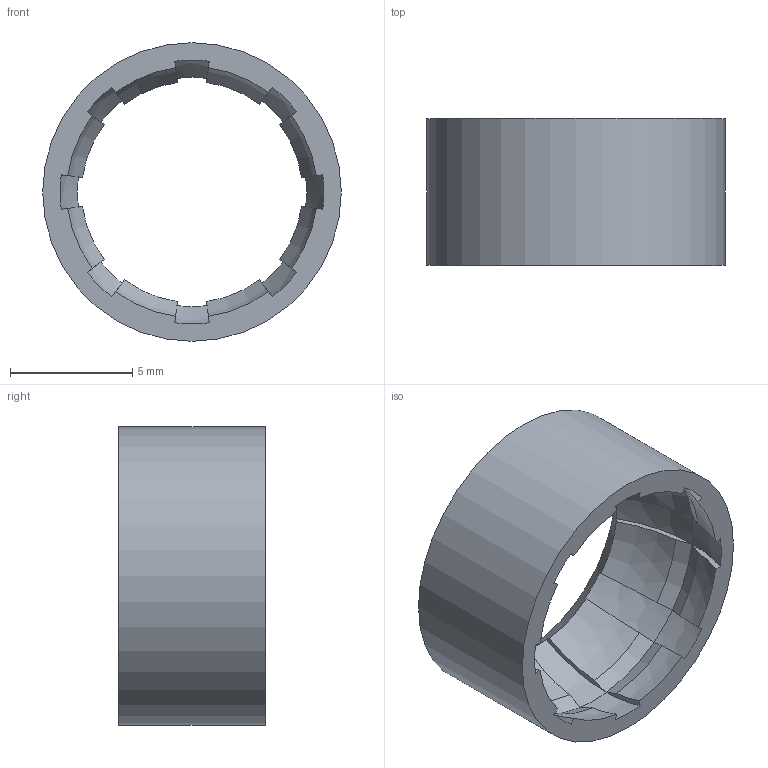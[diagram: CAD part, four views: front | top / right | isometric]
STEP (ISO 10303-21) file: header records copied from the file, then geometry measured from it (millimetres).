
FILE_DESCRIPTION(('FreeCAD Model'),'2;1');
FILE_NAME('Open CASCADE Shape Model','2023-06-21T19:01:12',(''),(''), 'Open CASCADE STEP processor 7.6','FreeCAD','Unknown');
FILE_SCHEMA(('AUTOMOTIVE_DESIGN { 1 0 10303 214 1 1 1 1 }'));
Length unit declared in the file: millimetre
Products named in the file (1): endcup_bushing_alternative
Bounding box: 12.2 x 6 x 12.2 mm (x, y, z)
Volume: 170.1 mm3; surface area: 529.6 mm2
Topology: 1 solids, 1 shells, 84 faces, 199 edges, 117 vertices
Faces by surface type: plane 34, sphere 32, cone 17, cylinder 1
Full cylindrical faces by diameter (mm): 12.2 x1
Entity records: 5079 total; most frequent: DIRECTION 892, CARTESIAN_POINT 847, ORIENTED_EDGE 398, PCURVE 398, DEFINITIONAL_REPRESENTATION 398, LINE 381, VECTOR 381, AXIS2_PLACEMENT_3D 218
